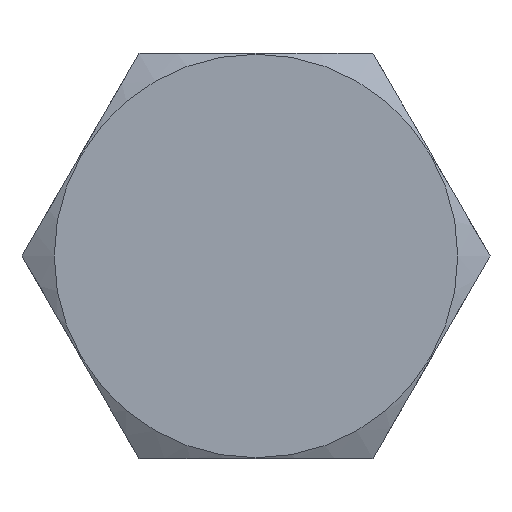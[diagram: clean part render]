
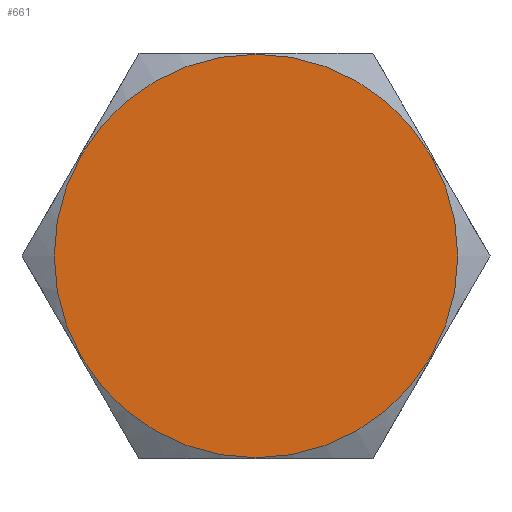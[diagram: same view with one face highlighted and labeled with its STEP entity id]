
A CAD part, left-side view. The second image highlights one B-rep face of the part: STEP entity #661.
In plain terms, the highlighted planar face has unit normal (-1, 0, 0).
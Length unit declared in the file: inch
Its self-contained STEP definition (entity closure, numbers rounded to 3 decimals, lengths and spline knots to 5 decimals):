
#183 = AXIS2_PLACEMENT_3D ( 'NONE', #471, #3182, #7982 ) ;
#346 = PLANE ( 'NONE',  #8398 ) ;
#373 = DIRECTION ( 'NONE',  ( 0., 0., 1. ) ) ;
#471 = CARTESIAN_POINT ( 'NONE',  ( -0.5625, 0., 0. ) ) ;
#661 = ADVANCED_FACE ( 'NONE', ( #5987 ), #346, .F. ) ;
#1420 = VERTEX_POINT ( 'NONE', #7659 ) ;
#2245 = ORIENTED_EDGE ( 'NONE', *, *, #3227, .T. ) ;
#2331 = CIRCLE ( 'NONE', #183, 0.56 ) ;
#2766 = EDGE_LOOP ( 'NONE', ( #2245, #2869 ) ) ;
#2869 = ORIENTED_EDGE ( 'NONE', *, *, #8923, .T. ) ;
#3182 = DIRECTION ( 'NONE',  ( -1., 0., 0. ) ) ;
#3227 = EDGE_CURVE ( 'NONE', #7573, #1420, #7676, .T. ) ;
#4455 = AXIS2_PLACEMENT_3D ( 'NONE', #8674, #7983, #373 ) ;
#5145 = DIRECTION ( 'NONE',  ( 1., 0., 0. ) ) ;
#5403 = CARTESIAN_POINT ( 'NONE',  ( -0.5625, 0., 0.56 ) ) ;
#5987 = FACE_OUTER_BOUND ( 'NONE', #2766, .T. ) ;
#7112 = DIRECTION ( 'NONE',  ( 0., 0., -1. ) ) ;
#7573 = VERTEX_POINT ( 'NONE', #5403 ) ;
#7659 = CARTESIAN_POINT ( 'NONE',  ( -0.5625, 0., -0.56 ) ) ;
#7676 = CIRCLE ( 'NONE', #4455, 0.56 ) ;
#7982 = DIRECTION ( 'NONE',  ( 0., 0., 1. ) ) ;
#7983 = DIRECTION ( 'NONE',  ( -1., 0., 0. ) ) ;
#8398 = AXIS2_PLACEMENT_3D ( 'NONE', #8527, #5145, #7112 ) ;
#8527 = CARTESIAN_POINT ( 'NONE',  ( -0.5625, 0., 0. ) ) ;
#8674 = CARTESIAN_POINT ( 'NONE',  ( -0.5625, 0., 0. ) ) ;
#8923 = EDGE_CURVE ( 'NONE', #1420, #7573, #2331, .T. ) ;
